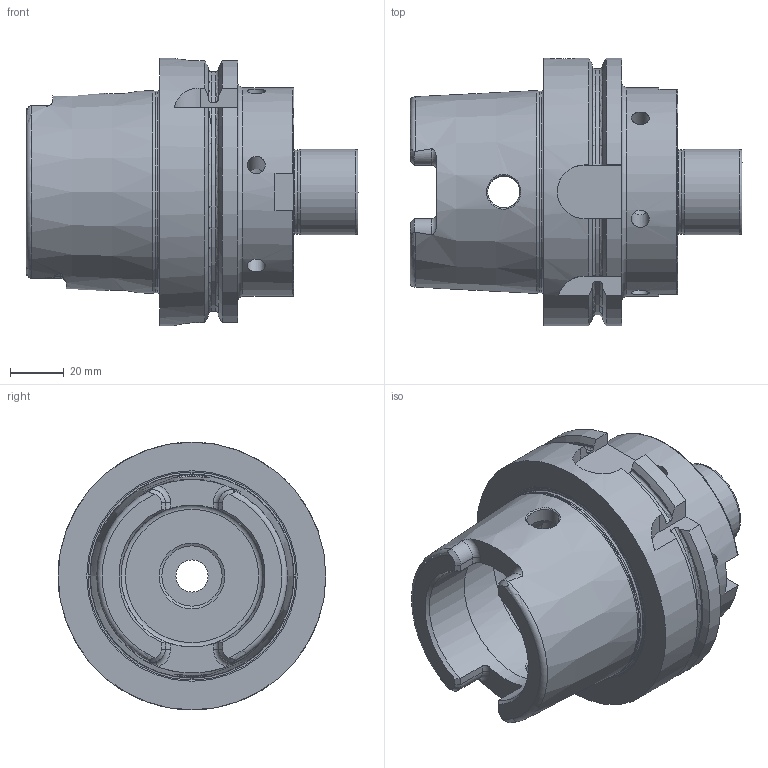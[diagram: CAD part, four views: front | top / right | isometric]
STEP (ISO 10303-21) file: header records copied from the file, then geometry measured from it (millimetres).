
FILE_DESCRIPTION((''),'2;1');
FILE_NAME('610005-24.stp','2014-03-24T12:18:10',('SCHUESSLER'),(''),'Autodesk Inventor 2012','Autodesk Inventor 2012','');
FILE_SCHEMA(('AUTOMOTIVE_DESIGN { 1 0 10303 214 1 1 1 1 }'));
Length unit declared in the file: millimetre
Products named in the file (1): 610005-24
Bounding box: 124 x 100 x 100 mm (x, y, z)
Volume: 356327.7 mm3; surface area: 63678.9 mm2
Topology: 1 solids, 1 shells, 170 faces, 457 edges, 288 vertices
Faces by surface type: cylinder 52, plane 47, cone 39, torus 26, bspline 6
Full cylindrical faces by diameter (mm): 4 x4, 4.134 x2, 6.647 x6, 10 x1, 12 x3, 14 x1, 17 x1, 22.5 x1, 24.5 x1, 31.4 x1, 32 x1, 53 x2, 63 x1, 75.254 x1, 78 x1, 100 x1
Entity records: 5990 total; most frequent: CARTESIAN_POINT 2285, DIRECTION 745, ORIENTED_EDGE 724, EDGE_CURVE 362, AXIS2_PLACEMENT_3D 320, VERTEX_POINT 257, EDGE_LOOP 239, FACE_OUTER_BOUND 170
